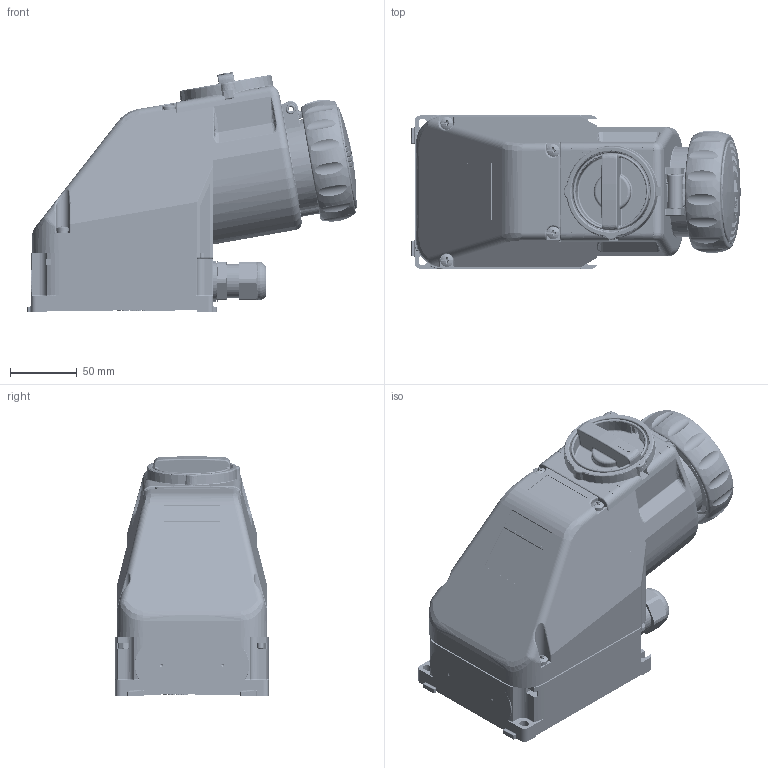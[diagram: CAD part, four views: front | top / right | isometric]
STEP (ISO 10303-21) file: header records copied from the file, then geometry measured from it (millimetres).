
FILE_DESCRIPTION (( 'STEP AP203' ), '1' );
FILE_NAME ('8570_11-5__-ap203.STEP', '2013-05-06T13:35:44', ( 'Admin' ), ( 'R. STAHL AG' ), 'SwSTEP 2.0', 'SolidWorks 2013', '' );
FILE_SCHEMA (( 'CONFIG_CONTROL_DESIGN' ));
Length unit declared in the file: millimetre
Products named in the file (41): Staubschutzkappe_M25; 509_643_0; 85_709_01_28_0; 513_605_0; 85_709_01_16_0; 81_610_78_01_0_Vereinfacht; 509_643_1; 85_700_04_51_0; 85_709_09_41_0; 82_909_02_59_0_ohne Beschriftung; 85_709_04_05_0; 85_439_02_94_0_montiert; 515_610_0; 81_610_78_01_0_Stutzen_Vereinfacht; 85_709_04_05_0_Dichtung; 85_439_01_15_0; 85_709_27_04_0; 82_900_09_59_0_ohne Beschriftung; 81_610_78_01_0_Dichtung; 85_700_01_49_0_3d export; 505_744_0_Vereinfacht; 85_709_02_49_0; 506_770_0_M5; 81_610_78_01_0_Reduzierdichtung; 506_797_0_geb”rdelt; 85_709_03_05_0_Dichtung; 515_843_0_8570 einbau; 85_709_17_14_0; 8570_11-5__-ap203; 81_610_78_01_0_Hutmutter_Vereinfacht; 85_709_03_05_0; 85_759_01_94_0_montiert; 85_700_02_16_0; 85_709_17_14_0Dichtung; Anschlussgewindedichtung_M25; 85_709_06_14_0; 85_709_06_51_0
Assembly tree (49 placements, depth 5):
  8570_11-5__-ap203
    85_709_27_04_0
    85_700_01_49_0_3d export
      85_709_02_49_0
      85_700_02_16_0
        85_709_17_14_0
          85_709_17_14_0
          85_709_17_14_0Dichtung
        85_709_01_16_0
        85_709_09_41_0
        85_439_02_94_0_montiert  x2
        85_439_01_15_0
        505_744_0_Vereinfacht
        515_843_0_8570 einbau
      85_700_04_51_0
        85_709_06_51_0
        513_605_0
      85_709_04_05_0
        85_709_04_05_0
        85_709_04_05_0_Dichtung
      506_797_0_geb”rdelt
      85_759_01_94_0_montiert
      85_709_06_14_0  x4
      85_709_01_28_0
    85_709_03_05_0
      85_709_03_05_0_Dichtung
      85_709_03_05_0
    509_643_0  x4
      509_643_0
      509_643_1
    81_610_78_01_0_Vereinfacht
      81_610_78_01_0_Stutzen_Vereinfacht
      81_610_78_01_0_Dichtung
      81_610_78_01_0_Reduzierdichtung
      81_610_78_01_0_Hutmutter_Vereinfacht
      Anschlussgewindedichtung_M25
      Staubschutzkappe_M25
    82_900_09_59_0_ohne Beschriftung
      82_909_02_59_0_ohne Beschriftung
      515_610_0
    506_770_0_M5  x3
Bounding box: 247.16 x 115 x 179.94 mm (x, y, z)
Volume: 732807.4 mm3; surface area: 450539.2 mm2
Topology: 43 solids, 43 shells, 6403 faces, 17437 edges, 11181 vertices
Faces by surface type: plane 2878, cylinder 1654, bspline 934, torus 422, cone 418, sphere 97
Entity records: 224730 total; most frequent: CARTESIAN_POINT 80968, ORIENTED_EDGE 30734, DIRECTION 27299, EDGE_CURVE 15367, VERTEX_POINT 9878, AXIS2_PLACEMENT_3D 9468, VECTOR 8363, LINE 8363
